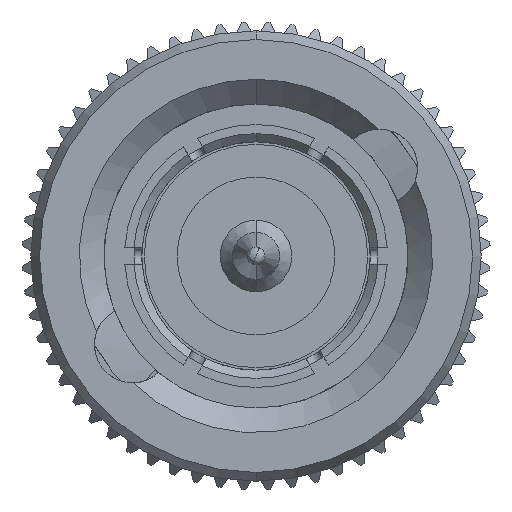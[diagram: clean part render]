
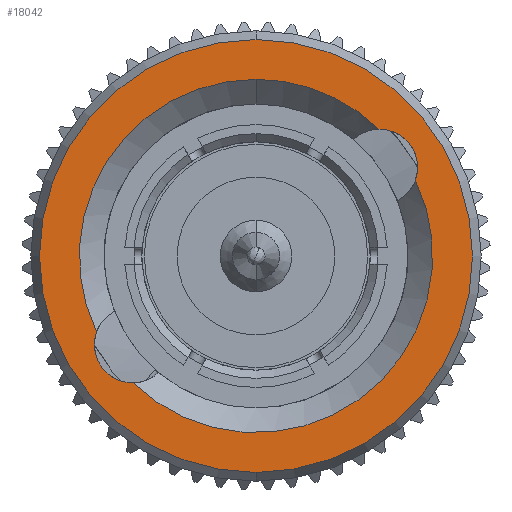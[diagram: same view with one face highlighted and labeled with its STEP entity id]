
A CAD part, left-side view. The second image highlights one B-rep face of the part: STEP entity #18042.
In plain terms, the highlighted planar face has unit normal (-1, 0, 0).
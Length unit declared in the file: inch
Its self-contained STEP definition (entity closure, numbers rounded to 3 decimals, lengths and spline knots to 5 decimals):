
#821 = EDGE_CURVE ( 'NONE', #20820, #10833, #8008, .T. ) ;
#1093 = CARTESIAN_POINT ( 'NONE',  ( 0.33873, 0.15021, -0.15434 ) ) ;
#1518 = EDGE_CURVE ( 'NONE', #19433, #22845, #1872, .T. ) ;
#1872 = CIRCLE ( 'NONE', #3221, 0.21494 ) ;
#2104 = DIRECTION ( 'NONE',  ( 1., 0., 0. ) ) ;
#2412 = AXIS2_PLACEMENT_3D ( 'NONE', #23664, #2104, #25575 ) ;
#2534 = CARTESIAN_POINT ( 'NONE',  ( 0.33873, 0., -0.26339 ) ) ;
#2611 = EDGE_LOOP ( 'NONE', ( #22735, #18696 ) ) ;
#3152 = EDGE_LOOP ( 'NONE', ( #19982, #5243, #4849, #24049, #7666, #4035 ) ) ;
#3221 = AXIS2_PLACEMENT_3D ( 'NONE', #9436, #10974, #26050 ) ;
#3381 = AXIS2_PLACEMENT_3D ( 'NONE', #15098, #4332, #15003 ) ;
#3703 = EDGE_CURVE ( 'NONE', #6318, #20820, #9250, .T. ) ;
#3801 = AXIS2_PLACEMENT_3D ( 'NONE', #13984, #13690, #5010 ) ;
#3897 = DIRECTION ( 'NONE',  ( 0., 0., -1. ) ) ;
#4035 = ORIENTED_EDGE ( 'NONE', *, *, #23282, .T. ) ;
#4188 = CARTESIAN_POINT ( 'NONE',  ( 0.33873, 0., 0. ) ) ;
#4332 = DIRECTION ( 'NONE',  ( 1., 0., 0. ) ) ;
#4689 = CIRCLE ( 'NONE', #8629, 0.26339 ) ;
#4849 = ORIENTED_EDGE ( 'NONE', *, *, #3703, .T. ) ;
#5010 = DIRECTION ( 'NONE',  ( 0., 0., -1. ) ) ;
#5243 = ORIENTED_EDGE ( 'NONE', *, *, #9855, .T. ) ;
#6293 = FACE_OUTER_BOUND ( 'NONE', #2611, .T. ) ;
#6318 = VERTEX_POINT ( 'NONE', #24501 ) ;
#6916 = DIRECTION ( 'NONE',  ( 0., 0., -1. ) ) ;
#7300 = VERTEX_POINT ( 'NONE', #9155 ) ;
#7536 = EDGE_CURVE ( 'NONE', #15526, #7300, #22280, .T. ) ;
#7602 = CARTESIAN_POINT ( 'NONE',  ( 0.33873, 0., 0. ) ) ;
#7666 = ORIENTED_EDGE ( 'NONE', *, *, #24970, .T. ) ;
#8008 = CIRCLE ( 'NONE', #3381, 0.21494 ) ;
#8045 = FACE_BOUND ( 'NONE', #3152, .T. ) ;
#8629 = AXIS2_PLACEMENT_3D ( 'NONE', #7602, #21325, #14995 ) ;
#9155 = CARTESIAN_POINT ( 'NONE',  ( 0.33873, 0., 0.26339 ) ) ;
#9250 = CIRCLE ( 'NONE', #3801, 0.04645 ) ;
#9288 = CARTESIAN_POINT ( 'NONE',  ( 0.33873, 0.14961, -0.15433 ) ) ;
#9436 = CARTESIAN_POINT ( 'NONE',  ( 0.33873, 0., 0. ) ) ;
#9855 = EDGE_CURVE ( 'NONE', #22845, #6318, #17189, .T. ) ;
#10148 = DIRECTION ( 'NONE',  ( 0., 0., -1. ) ) ;
#10833 = VERTEX_POINT ( 'NONE', #9288 ) ;
#10974 = DIRECTION ( 'NONE',  ( 1., 0., 0. ) ) ;
#12064 = AXIS2_PLACEMENT_3D ( 'NONE', #4188, #27764, #3897 ) ;
#12396 = VERTEX_POINT ( 'NONE', #1093 ) ;
#13385 = PLANE ( 'NONE',  #15206 ) ;
#13690 = DIRECTION ( 'NONE',  ( 1., 0., 0. ) ) ;
#13984 = CARTESIAN_POINT ( 'NONE',  ( 0.33873, -0.15021, 0.10789 ) ) ;
#14321 = AXIS2_PLACEMENT_3D ( 'NONE', #17402, #28053, #21799 ) ;
#14995 = DIRECTION ( 'NONE',  ( 0., 0., -1. ) ) ;
#15003 = DIRECTION ( 'NONE',  ( 0., 0., 1. ) ) ;
#15098 = CARTESIAN_POINT ( 'NONE',  ( 0.33873, 0., 0. ) ) ;
#15206 = AXIS2_PLACEMENT_3D ( 'NONE', #2534, #17698, #6916 ) ;
#15254 = CARTESIAN_POINT ( 'NONE',  ( 0.33873, 0., -0.26339 ) ) ;
#15526 = VERTEX_POINT ( 'NONE', #15254 ) ;
#16030 = CIRCLE ( 'NONE', #18730, 0.04645 ) ;
#17189 = CIRCLE ( 'NONE', #14321, 0.21494 ) ;
#17402 = CARTESIAN_POINT ( 'NONE',  ( 0.33873, 0., 0. ) ) ;
#17698 = DIRECTION ( 'NONE',  ( 1., 0., 0. ) ) ;
#18042 = ADVANCED_FACE ( 'NONE', ( #6293, #8045 ), #13385, .F. ) ;
#18696 = ORIENTED_EDGE ( 'NONE', *, *, #25560, .F. ) ;
#18730 = AXIS2_PLACEMENT_3D ( 'NONE', #21172, #27519, #10148 ) ;
#19433 = VERTEX_POINT ( 'NONE', #23074 ) ;
#19982 = ORIENTED_EDGE ( 'NONE', *, *, #1518, .T. ) ;
#20197 = CARTESIAN_POINT ( 'NONE',  ( 0.33873, 0., 0.21494 ) ) ;
#20820 = VERTEX_POINT ( 'NONE', #24147 ) ;
#21172 = CARTESIAN_POINT ( 'NONE',  ( 0.33873, 0.15021, -0.10789 ) ) ;
#21325 = DIRECTION ( 'NONE',  ( 1., 0., 0. ) ) ;
#21799 = DIRECTION ( 'NONE',  ( 0., 0., 1. ) ) ;
#22280 = CIRCLE ( 'NONE', #12064, 0.26339 ) ;
#22735 = ORIENTED_EDGE ( 'NONE', *, *, #7536, .F. ) ;
#22845 = VERTEX_POINT ( 'NONE', #20197 ) ;
#22987 = CIRCLE ( 'NONE', #2412, 0.04645 ) ;
#23074 = CARTESIAN_POINT ( 'NONE',  ( 0.33873, 0.19403, -0.09247 ) ) ;
#23282 = EDGE_CURVE ( 'NONE', #12396, #19433, #16030, .T. ) ;
#23664 = CARTESIAN_POINT ( 'NONE',  ( 0.33873, 0.15021, -0.10789 ) ) ;
#24049 = ORIENTED_EDGE ( 'NONE', *, *, #821, .T. ) ;
#24147 = CARTESIAN_POINT ( 'NONE',  ( 0.33873, -0.19403, 0.09247 ) ) ;
#24501 = CARTESIAN_POINT ( 'NONE',  ( 0.33873, -0.14961, 0.15433 ) ) ;
#24970 = EDGE_CURVE ( 'NONE', #10833, #12396, #22987, .T. ) ;
#25560 = EDGE_CURVE ( 'NONE', #7300, #15526, #4689, .T. ) ;
#25575 = DIRECTION ( 'NONE',  ( 0., 0., -1. ) ) ;
#26050 = DIRECTION ( 'NONE',  ( 0., 0., 1. ) ) ;
#27519 = DIRECTION ( 'NONE',  ( 1., 0., 0. ) ) ;
#27764 = DIRECTION ( 'NONE',  ( 1., 0., 0. ) ) ;
#28053 = DIRECTION ( 'NONE',  ( 1., 0., 0. ) ) ;
